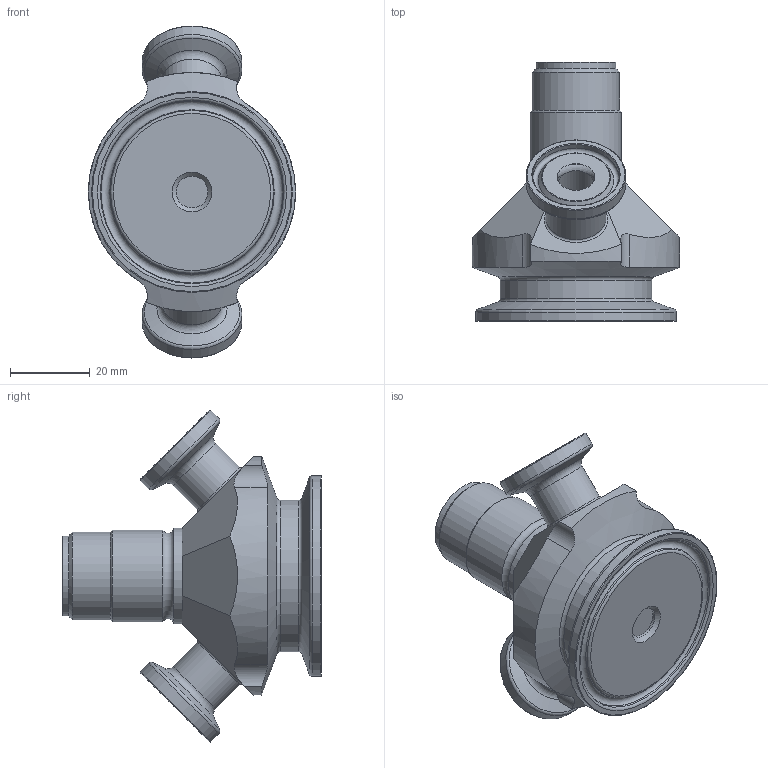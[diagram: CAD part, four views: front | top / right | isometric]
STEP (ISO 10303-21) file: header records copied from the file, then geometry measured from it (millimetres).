
FILE_DESCRIPTION(/* description */ ('This is a sample STEP configuration'),/* implementation_level */ '2;1');
FILE_NAME(/* name */ '850022.stp',/* time_stamp */ '2021-06-09T13:12:05+02:00',/* author */ ('powerJobs'),/* organization */ ('coolOrange'),/* preprocessor_version */ 'ST-DEVELOPER v18',/* originating_system */ 'Autodesk Inventor 2020',/* authorisation */ '');
FILE_SCHEMA (('AUTOMOTIVE_DESIGN { 1 0 10303 214 3 1 1 }'));
Length unit declared in the file: millimetre
Products named in the file (1): 850022
Bounding box: 52 x 65 x 83.34 mm (x, y, z)
Volume: 68202.8 mm3; surface area: 17561.6 mm2
Topology: 1 solids, 3 shells, 91 faces, 255 edges, 180 vertices
Faces by surface type: cylinder 31, plane 22, torus 22, cone 16
Full cylindrical faces by diameter (mm): 8 x1, 9 x2, 15 x2, 18.1 x1, 20 x1, 20.537 x2, 21 x2, 21.8 x2, 22 x2, 23 x1, 24 x1, 25 x2, 38 x1, 50.4 x1
Entity records: 3343 total; most frequent: CARTESIAN_POINT 643, DIRECTION 617, ORIENTED_EDGE 510, AXIS2_PLACEMENT_3D 278, EDGE_CURVE 255, VERTEX_POINT 180, CIRCLE 170, EDGE_LOOP 105
